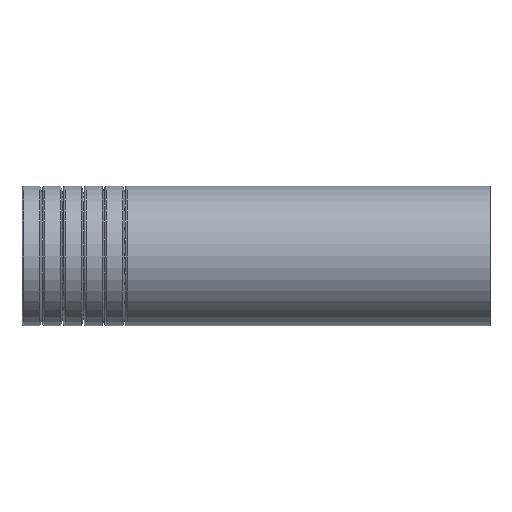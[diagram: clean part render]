
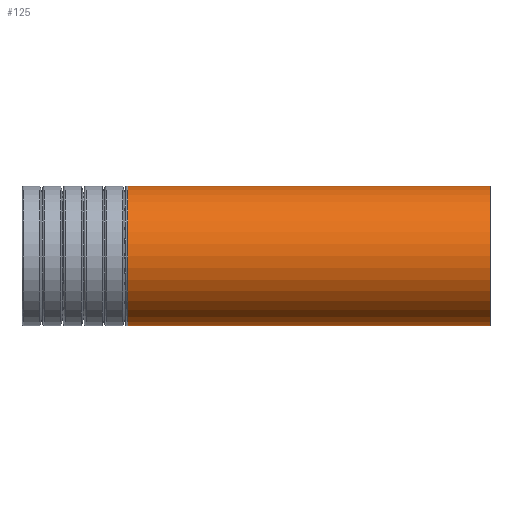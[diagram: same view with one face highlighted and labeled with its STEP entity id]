
A CAD part, front view. The second image highlights one B-rep face of the part: STEP entity #125.
In plain terms, the highlighted cylindrical face has radius 22.5 mm (diameter 45 mm), a full revolution.
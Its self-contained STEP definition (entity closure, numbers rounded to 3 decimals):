
#125 = ADVANCED_FACE( '', ( #311, #312 ), #313, .T. );
#311 = FACE_OUTER_BOUND( '', #566, .T. );
#312 = FACE_OUTER_BOUND( '', #567, .T. );
#313 = CYLINDRICAL_SURFACE( '', #568, 22.5 );
#566 = EDGE_LOOP( '', ( #921 ) );
#567 = EDGE_LOOP( '', ( #922 ) );
#568 = AXIS2_PLACEMENT_3D( '', #923, #924, #925 );
#921 = ORIENTED_EDGE( '', *, *, #1147, .T. );
#922 = ORIENTED_EDGE( '', *, *, #1146, .F. );
#923 = CARTESIAN_POINT( '', ( 50., 0., 0. ) );
#924 = DIRECTION( '', ( -1., 0., 0. ) );
#925 = DIRECTION( '', ( 0., 0., -1. ) );
#1146 = EDGE_CURVE( '', #1281, #1281, #1282, .T. );
#1147 = EDGE_CURVE( '', #1283, #1283, #1284, .T. );
#1281 = VERTEX_POINT( '', #1451 );
#1282 = CIRCLE( '', #1452, 22.5 );
#1283 = VERTEX_POINT( '', #1453 );
#1284 = CIRCLE( '', #1454, 22.5 );
#1451 = CARTESIAN_POINT( '', ( 150., 0., -22.5 ) );
#1452 = AXIS2_PLACEMENT_3D( '', #1671, #1672, #1673 );
#1453 = CARTESIAN_POINT( '', ( 33.333, 0., -22.5 ) );
#1454 = AXIS2_PLACEMENT_3D( '', #1674, #1675, #1676 );
#1671 = CARTESIAN_POINT( '', ( 150., 0., 0. ) );
#1672 = DIRECTION( '', ( 1., 0., 0. ) );
#1673 = DIRECTION( '', ( 0., 0., -1. ) );
#1674 = CARTESIAN_POINT( '', ( 33.333, 0., 0. ) );
#1675 = DIRECTION( '', ( 1., 0., 0. ) );
#1676 = DIRECTION( '', ( 0., 0., -1. ) );
